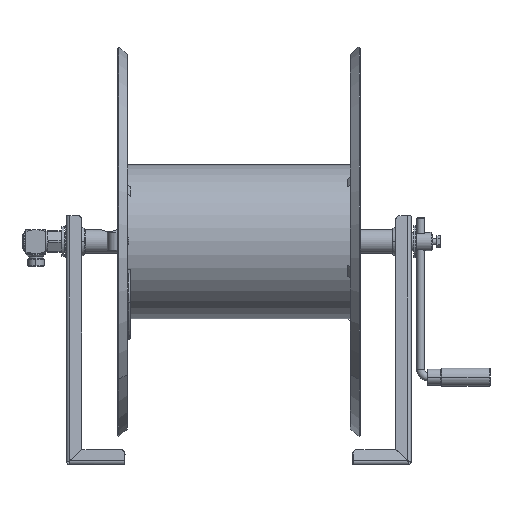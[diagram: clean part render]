
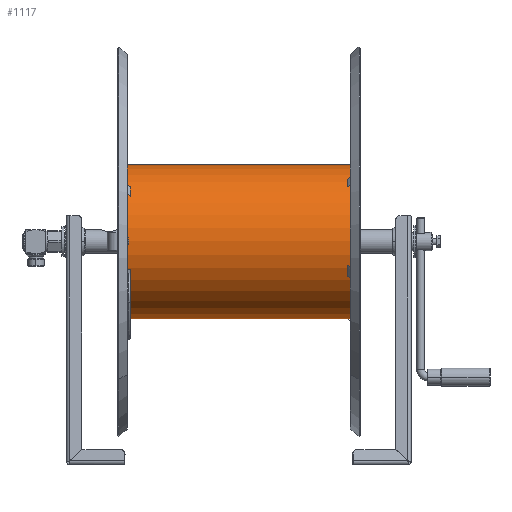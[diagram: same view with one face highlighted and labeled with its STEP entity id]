
A CAD part, top view. The second image highlights one B-rep face of the part: STEP entity #1117.
In plain terms, the highlighted cylindrical face has radius 96.85 mm (diameter 193.7 mm), a partial arc.
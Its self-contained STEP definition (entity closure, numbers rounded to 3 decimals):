
#1050=DIRECTION('',(-1.,0.,0.));
#1051=VECTOR('',#1050,280.);
#1052=CARTESIAN_POINT('',(140.,96.85,0.));
#1053=LINE('',#1052,#1051);
#1054=CARTESIAN_POINT('',(140.,0.,0.));
#1055=DIRECTION('',(1.,0.,0.));
#1056=DIRECTION('',(0.,1.,0.));
#1057=AXIS2_PLACEMENT_3D('',#1054,#1055,#1056);
#1059=DIRECTION('',(-1.,0.,0.));
#1060=VECTOR('',#1059,280.);
#1061=CARTESIAN_POINT('',(140.,-96.85,0.));
#1062=LINE('',#1061,#1060);
#1063=CARTESIAN_POINT('',(-140.,0.,0.));
#1064=DIRECTION('',(-1.,0.,0.));
#1065=DIRECTION('',(0.,-1.,0.));
#1066=AXIS2_PLACEMENT_3D('',#1063,#1064,#1065);
#1068=CARTESIAN_POINT('',(140.,96.85,0.));
#1069=CARTESIAN_POINT('',(-140.,96.85,0.));
#1070=VERTEX_POINT('',#1068);
#1071=VERTEX_POINT('',#1069);
#1072=CARTESIAN_POINT('',(140.,-96.85,0.));
#1073=CARTESIAN_POINT('',(-140.,-96.85,0.));
#1074=VERTEX_POINT('',#1072);
#1075=VERTEX_POINT('',#1073);
#1104=CARTESIAN_POINT('',(154.,0.,0.));
#1105=DIRECTION('',(-1.,0.,0.));
#1106=DIRECTION('',(0.,1.,0.));
#1107=AXIS2_PLACEMENT_3D('',#1104,#1105,#1106);
#1108=CYLINDRICAL_SURFACE('',#1107,96.85);
#1109=ORIENTED_EDGE('',*,*,#1081,.F.);
#1111=ORIENTED_EDGE('',*,*,#1110,.T.);
#1112=ORIENTED_EDGE('',*,*,#1085,.T.);
#1114=ORIENTED_EDGE('',*,*,#1113,.T.);
#1115=EDGE_LOOP('',(#1109,#1111,#1112,#1114));
#1116=FACE_OUTER_BOUND('',#1115,.F.);
#1117=ADVANCED_FACE('',(#1116),#1108,.T.);
#1058=CIRCLE('',#1057,96.85);
#1067=CIRCLE('',#1066,96.85);
#1081=EDGE_CURVE('',#1070,#1071,#1053,.T.);
#1085=EDGE_CURVE('',#1074,#1075,#1062,.T.);
#1110=EDGE_CURVE('',#1070,#1074,#1058,.T.);
#1113=EDGE_CURVE('',#1075,#1071,#1067,.T.);
